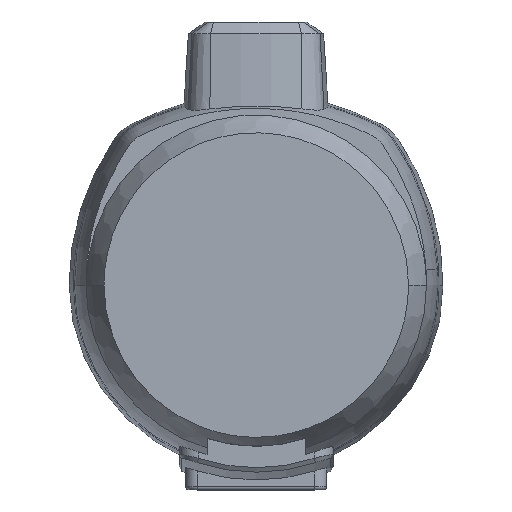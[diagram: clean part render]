
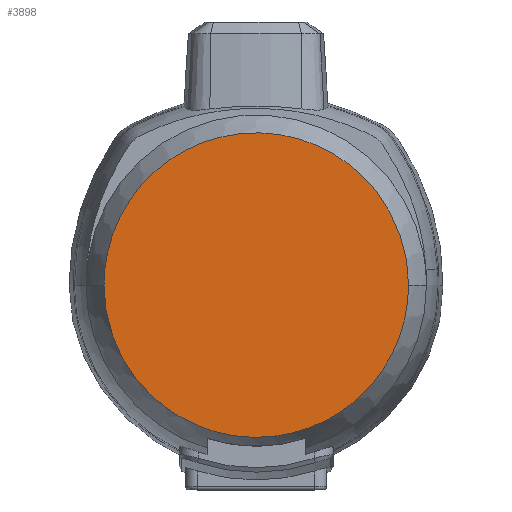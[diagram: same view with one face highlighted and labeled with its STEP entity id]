
A CAD part, top view. The second image highlights one B-rep face of the part: STEP entity #3898.
In plain terms, the highlighted planar face has unit normal (0, 0, 1).
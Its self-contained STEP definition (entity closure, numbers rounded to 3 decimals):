
#90=PLANE('',#4152);
#323=FACE_OUTER_BOUND('',#540,.T.);
#540=EDGE_LOOP('',(#2942,#2943));
#803=B_SPLINE_CURVE_WITH_KNOTS('',3,(#5947,#5948,#5949,#5950,#5951,#5952,
#5953,#5954,#5955,#5956,#5957,#5958,#5959,#5960,#5961,#5962,#5963,#5964,
#5965,#5966,#5967,#5968),.UNSPECIFIED.,.F.,.F.,(4,2,2,2,2,2,2,2,2,2,4),
(-10.991,-10.281,-9.572,-8.212,
-6.854,-5.496,-4.138,-2.779,
-1.419,-0.71,0.),
 .UNSPECIFIED.);
#939=B_SPLINE_CURVE_WITH_KNOTS('',3,(#32841,#32842,#32843,#32844,#32845,
#32846,#32847,#32848,#32849,#32850,#32851,#32852,#32853,#32854,#32855,#32856,
#32857,#32858,#32859,#32860,#32861,#32862),.UNSPECIFIED.,.F.,.F.,(4,2,2,
2,2,2,2,2,2,2,4),(-10.991,-10.281,-9.572,
-8.212,-6.854,-5.496,-4.138,
-2.779,-1.419,-0.71,0.),
 .UNSPECIFIED.);
#1465=VERTEX_POINT('',#5944);
#1466=VERTEX_POINT('',#5946);
#1847=EDGE_CURVE('',#1466,#1465,#803,.T.);
#2198=EDGE_CURVE('',#1465,#1466,#939,.T.);
#2942=ORIENTED_EDGE('',*,*,#1847,.T.);
#2943=ORIENTED_EDGE('',*,*,#2198,.T.);
#3898=ADVANCED_FACE('',(#323),#90,.T.);
#4152=AXIS2_PLACEMENT_3D('',#32840,#4708,#4709);
#4708=DIRECTION('center_axis',(0.,0.,1.));
#4709=DIRECTION('ref_axis',(0.,-1.,0.));
#5944=CARTESIAN_POINT('',(35.,0.,199.05));
#5946=CARTESIAN_POINT('',(-35.,0.,199.05));
#5947=CARTESIAN_POINT('Ctrl Pts',(-35.,0.,199.05));
#5948=CARTESIAN_POINT('Ctrl Pts',(-35.,-2.367,199.05));
#5949=CARTESIAN_POINT('Ctrl Pts',(-34.76,-4.732,199.05));
#5950=CARTESIAN_POINT('Ctrl Pts',(-33.805,-9.371,199.05));
#5951=CARTESIAN_POINT('Ctrl Pts',(-33.093,-11.638,199.05));
#5952=CARTESIAN_POINT('Ctrl Pts',(-30.364,-17.99,199.05));
#5953=CARTESIAN_POINT('Ctrl Pts',(-27.77,-21.783,199.05));
#5954=CARTESIAN_POINT('Ctrl Pts',(-21.288,-28.15,199.05));
#5955=CARTESIAN_POINT('Ctrl Pts',(-17.451,-30.677,199.05));
#5956=CARTESIAN_POINT('Ctrl Pts',(-9.045,-34.114,199.05));
#5957=CARTESIAN_POINT('Ctrl Pts',(-4.539,-35.,199.05));
#5958=CARTESIAN_POINT('Ctrl Pts',(4.539,-35.,199.05));
#5959=CARTESIAN_POINT('Ctrl Pts',(9.045,-34.114,199.05));
#5960=CARTESIAN_POINT('Ctrl Pts',(17.451,-30.677,199.05));
#5961=CARTESIAN_POINT('Ctrl Pts',(21.288,-28.15,199.05));
#5962=CARTESIAN_POINT('Ctrl Pts',(27.77,-21.783,199.05));
#5963=CARTESIAN_POINT('Ctrl Pts',(30.364,-17.99,199.05));
#5964=CARTESIAN_POINT('Ctrl Pts',(33.093,-11.638,199.05));
#5965=CARTESIAN_POINT('Ctrl Pts',(33.805,-9.371,199.05));
#5966=CARTESIAN_POINT('Ctrl Pts',(34.76,-4.732,199.05));
#5967=CARTESIAN_POINT('Ctrl Pts',(35.,-2.367,199.05));
#5968=CARTESIAN_POINT('Ctrl Pts',(35.,0.,199.05));
#32840=CARTESIAN_POINT('Origin',(0.,0.,199.05));
#32841=CARTESIAN_POINT('Ctrl Pts',(35.,0.,199.05));
#32842=CARTESIAN_POINT('Ctrl Pts',(35.,2.367,199.05));
#32843=CARTESIAN_POINT('Ctrl Pts',(34.76,4.732,199.05));
#32844=CARTESIAN_POINT('Ctrl Pts',(33.805,9.371,199.05));
#32845=CARTESIAN_POINT('Ctrl Pts',(33.093,11.638,199.05));
#32846=CARTESIAN_POINT('Ctrl Pts',(30.364,17.99,199.05));
#32847=CARTESIAN_POINT('Ctrl Pts',(27.77,21.783,199.05));
#32848=CARTESIAN_POINT('Ctrl Pts',(21.288,28.15,199.05));
#32849=CARTESIAN_POINT('Ctrl Pts',(17.451,30.677,199.05));
#32850=CARTESIAN_POINT('Ctrl Pts',(9.045,34.114,199.05));
#32851=CARTESIAN_POINT('Ctrl Pts',(4.539,35.,199.05));
#32852=CARTESIAN_POINT('Ctrl Pts',(-4.539,35.,199.05));
#32853=CARTESIAN_POINT('Ctrl Pts',(-9.045,34.114,199.05));
#32854=CARTESIAN_POINT('Ctrl Pts',(-17.451,30.677,199.05));
#32855=CARTESIAN_POINT('Ctrl Pts',(-21.288,28.15,199.05));
#32856=CARTESIAN_POINT('Ctrl Pts',(-27.77,21.783,199.05));
#32857=CARTESIAN_POINT('Ctrl Pts',(-30.364,17.99,199.05));
#32858=CARTESIAN_POINT('Ctrl Pts',(-33.093,11.638,199.05));
#32859=CARTESIAN_POINT('Ctrl Pts',(-33.805,9.371,199.05));
#32860=CARTESIAN_POINT('Ctrl Pts',(-34.76,4.732,199.05));
#32861=CARTESIAN_POINT('Ctrl Pts',(-35.,2.367,199.05));
#32862=CARTESIAN_POINT('Ctrl Pts',(-35.,0.,199.05));
